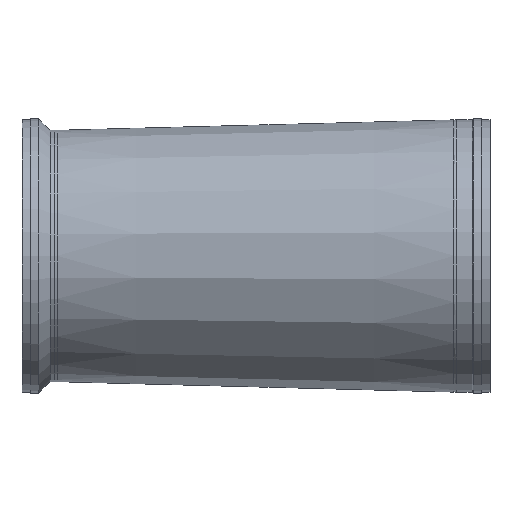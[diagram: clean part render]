
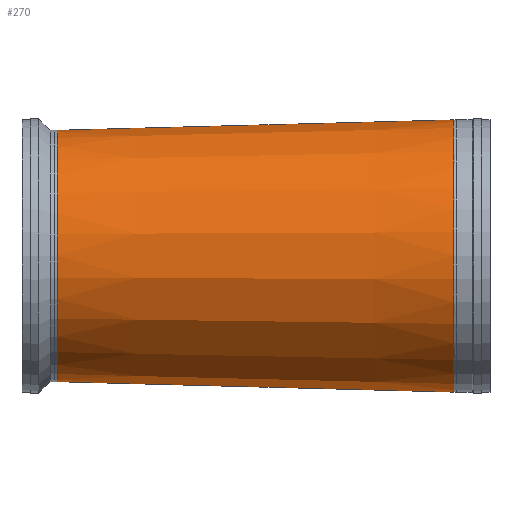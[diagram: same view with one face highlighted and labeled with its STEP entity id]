
A CAD part, top view. The second image highlights one B-rep face of the part: STEP entity #270.
In plain terms, the highlighted conical face has half-angle 1.502 degrees and reference radius 396.875 mm.
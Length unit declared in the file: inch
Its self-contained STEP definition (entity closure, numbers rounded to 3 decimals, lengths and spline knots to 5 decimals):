
#20=CONICAL_SURFACE('',#313,15.625,1.502);
#46=FACE_BOUND('',#100,.T.);
#66=FACE_OUTER_BOUND('',#99,.T.);
#99=EDGE_LOOP('',(#221));
#100=EDGE_LOOP('',(#222,#223));
#131=CIRCLE('',#312,15.00412);
#132=CIRCLE('',#314,16.24588);
#133=CIRCLE('',#315,16.24588);
#157=VERTEX_POINT('',#465);
#158=VERTEX_POINT('',#468);
#159=VERTEX_POINT('',#469);
#183=EDGE_CURVE('',#157,#157,#131,.T.);
#184=EDGE_CURVE('',#158,#159,#132,.T.);
#185=EDGE_CURVE('',#159,#158,#133,.T.);
#221=ORIENTED_EDGE('',*,*,#183,.T.);
#222=ORIENTED_EDGE('',*,*,#184,.F.);
#223=ORIENTED_EDGE('',*,*,#185,.F.);
#270=ADVANCED_FACE('',(#66,#46),#20,.T.);
#312=AXIS2_PLACEMENT_3D('',#466,#383,#384);
#313=AXIS2_PLACEMENT_3D('',#467,#385,#386);
#314=AXIS2_PLACEMENT_3D('',#470,#387,#388);
#315=AXIS2_PLACEMENT_3D('',#471,#389,#390);
#383=DIRECTION('center_axis',(1.,0.,0.));
#384=DIRECTION('ref_axis',(0.,0.,-1.));
#385=DIRECTION('center_axis',(1.,0.,0.));
#386=DIRECTION('ref_axis',(0.,1.,0.));
#387=DIRECTION('center_axis',(1.,0.,0.));
#388=DIRECTION('ref_axis',(0.,0.,-1.));
#389=DIRECTION('center_axis',(1.,0.,0.));
#390=DIRECTION('ref_axis',(0.,0.,-1.));
#465=CARTESIAN_POINT('',(4.18059,15.00412,0.));
#466=CARTESIAN_POINT('Origin',(4.18059,0.,0.));
#467=CARTESIAN_POINT('Origin',(27.86614,0.,0.));
#468=CARTESIAN_POINT('',(51.55169,16.24588,0.));
#469=CARTESIAN_POINT('',(51.55169,0.,16.24588));
#470=CARTESIAN_POINT('Origin',(51.55169,0.,0.));
#471=CARTESIAN_POINT('Origin',(51.55169,0.,0.));
